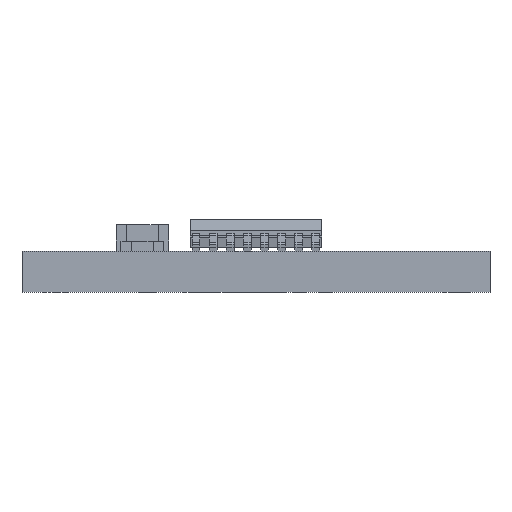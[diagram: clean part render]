
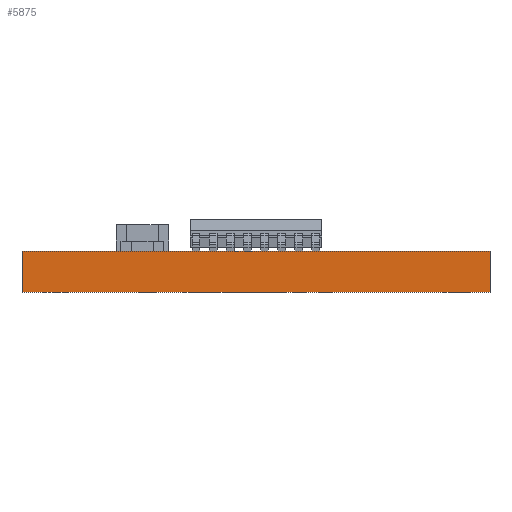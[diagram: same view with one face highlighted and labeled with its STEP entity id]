
A CAD part, front view. The second image highlights one B-rep face of the part: STEP entity #5875.
In plain terms, the highlighted planar face has unit normal (0, -1, 0).
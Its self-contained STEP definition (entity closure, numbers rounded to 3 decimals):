
#123=PLANE('',#6298);
#368=FACE_OUTER_BOUND('',#678,.T.);
#678=EDGE_LOOP('',(#4091,#4092,#4093,#4094));
#1051=LINE('',#8606,#1720);
#1052=LINE('',#8609,#1721);
#1053=LINE('',#8611,#1722);
#1054=LINE('',#8612,#1723);
#1720=VECTOR('',#6938,10.);
#1721=VECTOR('',#6941,10.);
#1722=VECTOR('',#6942,10.);
#1723=VECTOR('',#6943,10.);
#2607=VERTEX_POINT('',#8600);
#2609=VERTEX_POINT('',#8604);
#2610=VERTEX_POINT('',#8608);
#2611=VERTEX_POINT('',#8610);
#3201=EDGE_CURVE('',#2607,#2609,#1051,.T.);
#3202=EDGE_CURVE('',#2607,#2610,#1052,.T.);
#3203=EDGE_CURVE('',#2611,#2609,#1053,.T.);
#3204=EDGE_CURVE('',#2610,#2611,#1054,.T.);
#4091=ORIENTED_EDGE('',*,*,#3202,.F.);
#4092=ORIENTED_EDGE('',*,*,#3201,.T.);
#4093=ORIENTED_EDGE('',*,*,#3203,.F.);
#4094=ORIENTED_EDGE('',*,*,#3204,.F.);
#5875=ADVANCED_FACE('',(#368),#123,.T.);
#6298=AXIS2_PLACEMENT_3D('',#8607,#6939,#6940);
#6938=DIRECTION('',(0.,0.,1.));
#6939=DIRECTION('center_axis',(0.,-1.,0.));
#6940=DIRECTION('ref_axis',(1.,0.,0.));
#6941=DIRECTION('',(-1.,0.,0.));
#6942=DIRECTION('',(1.,0.,0.));
#6943=DIRECTION('',(0.,0.,1.));
#8600=CARTESIAN_POINT('',(17.78,0.,0.));
#8604=CARTESIAN_POINT('',(17.78,0.,1.57));
#8606=CARTESIAN_POINT('',(17.78,0.,0.));
#8607=CARTESIAN_POINT('Origin',(0.,0.,0.));
#8608=CARTESIAN_POINT('',(0.,0.,0.));
#8609=CARTESIAN_POINT('',(17.78,0.,0.));
#8610=CARTESIAN_POINT('',(0.,0.,1.57));
#8611=CARTESIAN_POINT('',(17.78,0.,1.57));
#8612=CARTESIAN_POINT('',(0.,0.,0.));
